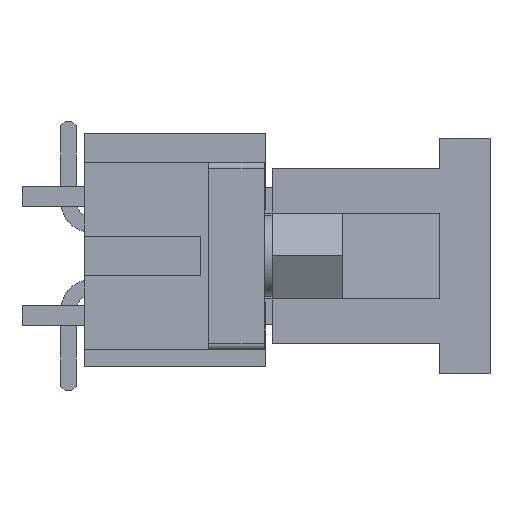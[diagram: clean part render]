
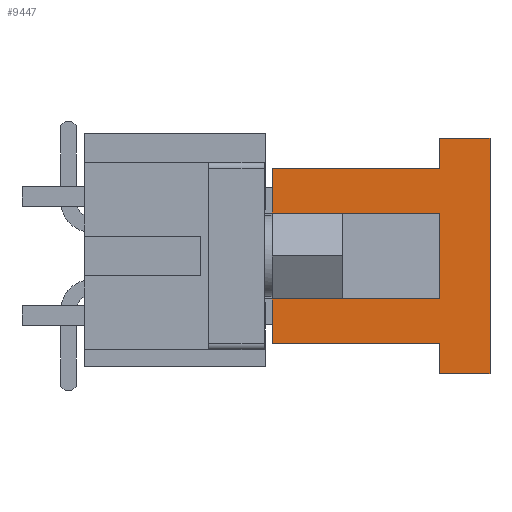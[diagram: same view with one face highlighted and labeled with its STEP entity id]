
A CAD part, left-side view. The second image highlights one B-rep face of the part: STEP entity #9447.
In plain terms, the highlighted planar face has unit normal (-1, 0, 0).
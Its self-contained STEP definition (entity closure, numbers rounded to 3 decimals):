
#436 = EDGE_CURVE ( 'NONE', #7874, #22975, #19448, .T. ) ;
#759 = LINE ( 'NONE', #13907, #7528 ) ;
#1406 = ORIENTED_EDGE ( 'NONE', *, *, #8373, .T. ) ;
#1418 = AXIS2_PLACEMENT_3D ( 'NONE', #21802, #16184, #16541 ) ;
#1600 = EDGE_CURVE ( 'NONE', #8277, #8000, #3279, .T. ) ;
#1718 = CARTESIAN_POINT ( 'NONE',  ( -8.75, 1.6, 3.76 ) ) ;
#1856 = VERTEX_POINT ( 'NONE', #7690 ) ;
#1890 = ORIENTED_EDGE ( 'NONE', *, *, #20099, .T. ) ;
#2094 = LINE ( 'NONE', #8063, #5016 ) ;
#2367 = LINE ( 'NONE', #11431, #8075 ) ;
#2724 = VERTEX_POINT ( 'NONE', #22251 ) ;
#3279 = LINE ( 'NONE', #5189, #8092 ) ;
#3321 = ORIENTED_EDGE ( 'NONE', *, *, #11947, .F. ) ;
#3910 = ORIENTED_EDGE ( 'NONE', *, *, #15032, .T. ) ;
#4144 = EDGE_CURVE ( 'NONE', #1856, #8277, #19969, .T. ) ;
#4574 = DIRECTION ( 'NONE',  ( 0., -1., 0. ) ) ;
#4810 = CARTESIAN_POINT ( 'NONE',  ( -8.75, 0., 3.76 ) ) ;
#4958 = LINE ( 'NONE', #19564, #5805 ) ;
#5016 = VECTOR ( 'NONE', #17041, 1000. ) ;
#5189 = CARTESIAN_POINT ( 'NONE',  ( -8.75, 6.96, 1.375 ) ) ;
#5410 = PLANE ( 'NONE',  #1418 ) ;
#5747 = CARTESIAN_POINT ( 'NONE',  ( -8.75, 6.96, -2.8 ) ) ;
#5805 = VECTOR ( 'NONE', #10445, 1000. ) ;
#5830 = DIRECTION ( 'NONE',  ( 0., -1., 0. ) ) ;
#5984 = CARTESIAN_POINT ( 'NONE',  ( -8.75, 1.6, -1.375 ) ) ;
#6856 = ORIENTED_EDGE ( 'NONE', *, *, #23107, .T. ) ;
#7528 = VECTOR ( 'NONE', #4574, 1000. ) ;
#7665 = CARTESIAN_POINT ( 'NONE',  ( -8.75, 1.6, 2.8 ) ) ;
#7690 = CARTESIAN_POINT ( 'NONE',  ( -8.75, 1.6, 1.375 ) ) ;
#7857 = EDGE_CURVE ( 'NONE', #16724, #22975, #21918, .T. ) ;
#7874 = VERTEX_POINT ( 'NONE', #5747 ) ;
#8000 = VERTEX_POINT ( 'NONE', #9689 ) ;
#8063 = CARTESIAN_POINT ( 'NONE',  ( -8.75, 1.6, 2.8 ) ) ;
#8075 = VECTOR ( 'NONE', #5830, 1000. ) ;
#8092 = VECTOR ( 'NONE', #8653, 1000. ) ;
#8277 = VERTEX_POINT ( 'NONE', #11335 ) ;
#8373 = EDGE_CURVE ( 'NONE', #1856, #16724, #15656, .T. ) ;
#8653 = DIRECTION ( 'NONE',  ( 0., 0., 1. ) ) ;
#8770 = DIRECTION ( 'NONE',  ( 0., 0., 1. ) ) ;
#9447 = ADVANCED_FACE ( 'NONE', ( #14499 ), #5410, .F. ) ;
#9589 = VECTOR ( 'NONE', #10575, 1000. ) ;
#9689 = CARTESIAN_POINT ( 'NONE',  ( -8.75, 6.96, 2.8 ) ) ;
#10445 = DIRECTION ( 'NONE',  ( 0., 0., 1. ) ) ;
#10554 = LINE ( 'NONE', #1718, #23374 ) ;
#10575 = DIRECTION ( 'NONE',  ( 0., -1., 0. ) ) ;
#10583 = CARTESIAN_POINT ( 'NONE',  ( -8.75, 1.6, 3.76 ) ) ;
#10619 = ORIENTED_EDGE ( 'NONE', *, *, #436, .F. ) ;
#11328 = DIRECTION ( 'NONE',  ( 0., 0., -1. ) ) ;
#11335 = CARTESIAN_POINT ( 'NONE',  ( -8.75, 6.96, 1.375 ) ) ;
#11412 = CARTESIAN_POINT ( 'NONE',  ( -8.75, 1.6, 1.375 ) ) ;
#11431 = CARTESIAN_POINT ( 'NONE',  ( -8.75, 6.96, -2.8 ) ) ;
#11640 = CARTESIAN_POINT ( 'NONE',  ( -8.75, 0., -3.76 ) ) ;
#11689 = CARTESIAN_POINT ( 'NONE',  ( -8.75, 1.6, 1.375 ) ) ;
#11784 = ORIENTED_EDGE ( 'NONE', *, *, #7857, .T. ) ;
#11947 = EDGE_CURVE ( 'NONE', #19977, #21815, #759, .T. ) ;
#12604 = CARTESIAN_POINT ( 'NONE',  ( -8.75, 1.6, -3.76 ) ) ;
#13907 = CARTESIAN_POINT ( 'NONE',  ( -8.75, 1.6, 3.76 ) ) ;
#14273 = ORIENTED_EDGE ( 'NONE', *, *, #1600, .F. ) ;
#14384 = VECTOR ( 'NONE', #22598, 1000. ) ;
#14499 = FACE_OUTER_BOUND ( 'NONE', #16046, .T. ) ;
#14570 = EDGE_CURVE ( 'NONE', #2724, #15468, #19690, .T. ) ;
#14634 = DIRECTION ( 'NONE',  ( 0., 0., -1. ) ) ;
#15032 = EDGE_CURVE ( 'NONE', #7874, #21274, #2367, .T. ) ;
#15088 = DIRECTION ( 'NONE',  ( 0., 1., 0. ) ) ;
#15468 = VERTEX_POINT ( 'NONE', #11640 ) ;
#15656 = LINE ( 'NONE', #11689, #14384 ) ;
#15725 = EDGE_CURVE ( 'NONE', #15468, #21815, #4958, .T. ) ;
#16046 = EDGE_LOOP ( 'NONE', ( #16419, #1406, #11784, #10619, #3910, #6856, #19308, #19876, #3321, #18699, #1890, #14273 ) ) ;
#16184 = DIRECTION ( 'NONE',  ( 1., 0., 0. ) ) ;
#16419 = ORIENTED_EDGE ( 'NONE', *, *, #4144, .F. ) ;
#16500 = CARTESIAN_POINT ( 'NONE',  ( -8.75, 6.96, -1.375 ) ) ;
#16541 = DIRECTION ( 'NONE',  ( 0., 0., -1. ) ) ;
#16724 = VERTEX_POINT ( 'NONE', #21359 ) ;
#17041 = DIRECTION ( 'NONE',  ( 0., 1., 0. ) ) ;
#17607 = VECTOR ( 'NONE', #11328, 1000. ) ;
#18168 = DIRECTION ( 'NONE',  ( 0., 1., 0. ) ) ;
#18628 = VERTEX_POINT ( 'NONE', #7665 ) ;
#18699 = ORIENTED_EDGE ( 'NONE', *, *, #20372, .T. ) ;
#19308 = ORIENTED_EDGE ( 'NONE', *, *, #14570, .T. ) ;
#19342 = VECTOR ( 'NONE', #15088, 1000. ) ;
#19448 = LINE ( 'NONE', #21478, #21445 ) ;
#19564 = CARTESIAN_POINT ( 'NONE',  ( -8.75, 0., -3.76 ) ) ;
#19690 = LINE ( 'NONE', #12604, #9589 ) ;
#19876 = ORIENTED_EDGE ( 'NONE', *, *, #15725, .T. ) ;
#19969 = LINE ( 'NONE', #11412, #21705 ) ;
#19977 = VERTEX_POINT ( 'NONE', #10583 ) ;
#20099 = EDGE_CURVE ( 'NONE', #18628, #8000, #2094, .T. ) ;
#20372 = EDGE_CURVE ( 'NONE', #19977, #18628, #10554, .T. ) ;
#21031 = CARTESIAN_POINT ( 'NONE',  ( -8.75, 1.6, -2.8 ) ) ;
#21274 = VERTEX_POINT ( 'NONE', #22201 ) ;
#21359 = CARTESIAN_POINT ( 'NONE',  ( -8.75, 1.6, -1.375 ) ) ;
#21445 = VECTOR ( 'NONE', #8770, 1000. ) ;
#21478 = CARTESIAN_POINT ( 'NONE',  ( -8.75, 6.96, -2.8 ) ) ;
#21705 = VECTOR ( 'NONE', #18168, 1000. ) ;
#21802 = CARTESIAN_POINT ( 'NONE',  ( -8.75, 6.96, -3.76 ) ) ;
#21815 = VERTEX_POINT ( 'NONE', #4810 ) ;
#21918 = LINE ( 'NONE', #5984, #19342 ) ;
#22201 = CARTESIAN_POINT ( 'NONE',  ( -8.75, 1.6, -2.8 ) ) ;
#22251 = CARTESIAN_POINT ( 'NONE',  ( -8.75, 1.6, -3.76 ) ) ;
#22592 = LINE ( 'NONE', #21031, #17607 ) ;
#22598 = DIRECTION ( 'NONE',  ( 0., 0., -1. ) ) ;
#22975 = VERTEX_POINT ( 'NONE', #16500 ) ;
#23107 = EDGE_CURVE ( 'NONE', #21274, #2724, #22592, .T. ) ;
#23374 = VECTOR ( 'NONE', #14634, 1000. ) ;
